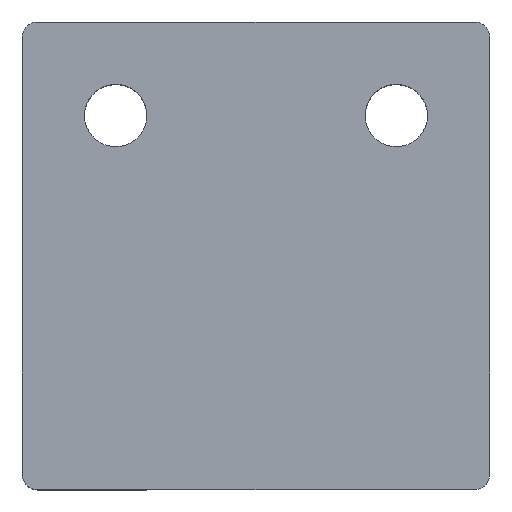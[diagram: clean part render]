
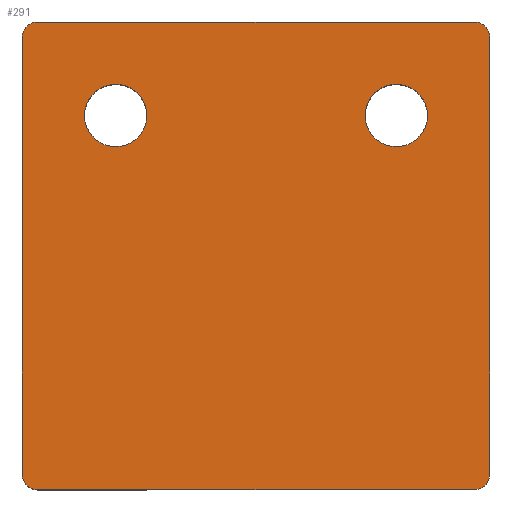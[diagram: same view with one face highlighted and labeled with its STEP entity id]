
A CAD part, top view. The second image highlights one B-rep face of the part: STEP entity #291.
In plain terms, the highlighted planar face has unit normal (0, 0, 1).
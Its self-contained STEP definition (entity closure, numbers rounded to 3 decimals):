
#17=FACE_BOUND('',#60,.T.);
#18=FACE_BOUND('',#61,.T.);
#27=PLANE('',#332);
#42=FACE_OUTER_BOUND('',#59,.T.);
#59=EDGE_LOOP('',(#261,#262,#263,#264,#265,#266,#267,#268));
#60=EDGE_LOOP('',(#269));
#61=EDGE_LOOP('',(#270));
#68=LINE('',#435,#95);
#79=LINE('',#470,#106);
#83=LINE('',#481,#110);
#86=LINE('',#487,#113);
#95=VECTOR('',#349,10.);
#106=VECTOR('',#380,10.);
#110=VECTOR('',#394,10.);
#113=VECTOR('',#403,10.);
#116=CIRCLE('',#307,1.);
#118=CIRCLE('',#312,1.);
#124=CIRCLE('',#321,1.);
#125=CIRCLE('',#323,1.);
#126=CIRCLE('',#329,2.);
#127=CIRCLE('',#331,2.);
#128=VERTEX_POINT('',#418);
#129=VERTEX_POINT('',#419);
#135=VERTEX_POINT('',#433);
#138=VERTEX_POINT('',#443);
#139=VERTEX_POINT('',#444);
#149=VERTEX_POINT('',#469);
#150=VERTEX_POINT('',#475);
#151=VERTEX_POINT('',#476);
#152=VERTEX_POINT('',#489);
#153=VERTEX_POINT('',#493);
#154=EDGE_CURVE('',#128,#129,#116,.T.);
#162=EDGE_CURVE('',#128,#135,#68,.T.);
#166=EDGE_CURVE('',#138,#139,#118,.T.);
#179=EDGE_CURVE('',#149,#139,#79,.T.);
#181=EDGE_CURVE('',#149,#135,#124,.T.);
#182=EDGE_CURVE('',#150,#151,#125,.T.);
#185=EDGE_CURVE('',#138,#151,#83,.T.);
#188=EDGE_CURVE('',#150,#129,#86,.T.);
#189=EDGE_CURVE('',#152,#152,#126,.T.);
#191=EDGE_CURVE('',#153,#153,#127,.T.);
#261=ORIENTED_EDGE('',*,*,#154,.F.);
#262=ORIENTED_EDGE('',*,*,#162,.T.);
#263=ORIENTED_EDGE('',*,*,#181,.F.);
#264=ORIENTED_EDGE('',*,*,#179,.T.);
#265=ORIENTED_EDGE('',*,*,#166,.F.);
#266=ORIENTED_EDGE('',*,*,#185,.T.);
#267=ORIENTED_EDGE('',*,*,#182,.F.);
#268=ORIENTED_EDGE('',*,*,#188,.T.);
#269=ORIENTED_EDGE('',*,*,#191,.T.);
#270=ORIENTED_EDGE('',*,*,#189,.T.);
#291=ADVANCED_FACE('',(#42,#17,#18),#27,.T.);
#307=AXIS2_PLACEMENT_3D('',#420,#337,#338);
#312=AXIS2_PLACEMENT_3D('',#445,#357,#358);
#321=AXIS2_PLACEMENT_3D('',#473,#384,#385);
#323=AXIS2_PLACEMENT_3D('',#477,#388,#389);
#329=AXIS2_PLACEMENT_3D('',#490,#406,#407);
#331=AXIS2_PLACEMENT_3D('',#494,#411,#412);
#332=AXIS2_PLACEMENT_3D('',#496,#414,#415);
#337=DIRECTION('center_axis',(0.,0.,-1.));
#338=DIRECTION('ref_axis',(0.707,-0.707,0.));
#349=DIRECTION('',(0.,1.,0.));
#357=DIRECTION('center_axis',(0.,0.,-1.));
#358=DIRECTION('ref_axis',(-0.707,0.707,0.));
#380=DIRECTION('',(-1.,0.,0.));
#384=DIRECTION('center_axis',(0.,0.,-1.));
#385=DIRECTION('ref_axis',(0.707,0.707,0.));
#388=DIRECTION('center_axis',(0.,0.,-1.));
#389=DIRECTION('ref_axis',(-0.707,-0.707,0.));
#394=DIRECTION('',(0.,-1.,0.));
#403=DIRECTION('',(1.,0.,0.));
#406=DIRECTION('center_axis',(0.,0.,-1.));
#407=DIRECTION('ref_axis',(1.,0.,0.));
#411=DIRECTION('center_axis',(0.,0.,-1.));
#412=DIRECTION('ref_axis',(1.,0.,0.));
#414=DIRECTION('center_axis',(0.,0.,1.));
#415=DIRECTION('ref_axis',(1.,0.,0.));
#418=CARTESIAN_POINT('',(30.,1.,10.5));
#419=CARTESIAN_POINT('',(29.,0.,10.5));
#420=CARTESIAN_POINT('Origin',(29.,1.,10.5));
#433=CARTESIAN_POINT('',(30.,29.,10.5));
#435=CARTESIAN_POINT('',(30.,0.,10.5));
#443=CARTESIAN_POINT('',(0.,29.,10.5));
#444=CARTESIAN_POINT('',(1.,30.,10.5));
#445=CARTESIAN_POINT('Origin',(1.,29.,10.5));
#469=CARTESIAN_POINT('',(29.,30.,10.5));
#470=CARTESIAN_POINT('',(30.,30.,10.5));
#473=CARTESIAN_POINT('Origin',(29.,29.,10.5));
#475=CARTESIAN_POINT('',(1.,0.,10.5));
#476=CARTESIAN_POINT('',(0.,1.,10.5));
#477=CARTESIAN_POINT('Origin',(1.,1.,10.5));
#481=CARTESIAN_POINT('',(0.,30.,10.5));
#487=CARTESIAN_POINT('',(0.,0.,10.5));
#489=CARTESIAN_POINT('',(22.,24.,10.5));
#490=CARTESIAN_POINT('Origin',(24.,24.,10.5));
#493=CARTESIAN_POINT('',(4.,24.,10.5));
#494=CARTESIAN_POINT('Origin',(6.,24.,10.5));
#496=CARTESIAN_POINT('Origin',(15.,15.,10.5));
